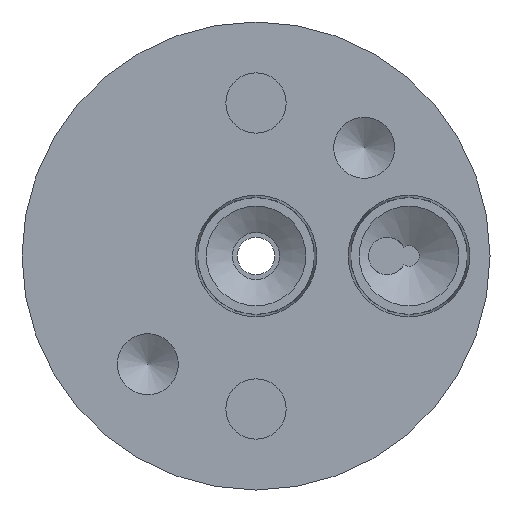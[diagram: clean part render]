
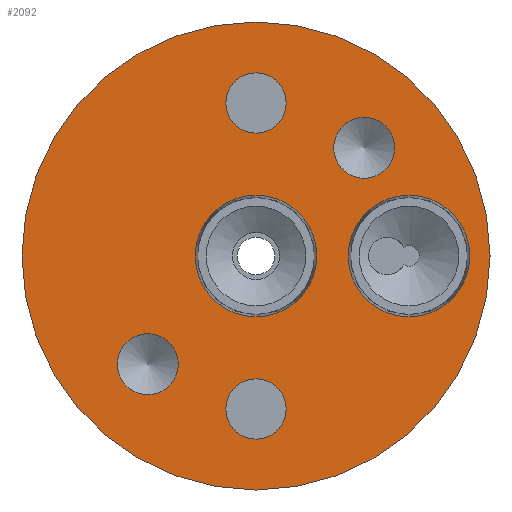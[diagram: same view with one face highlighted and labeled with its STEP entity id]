
A CAD part, front view. The second image highlights one B-rep face of the part: STEP entity #2092.
In plain terms, the highlighted planar face has unit normal (0, -1, 0).
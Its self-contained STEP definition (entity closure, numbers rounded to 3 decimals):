
#6 = EDGE_LOOP ( 'NONE', ( #2455 ) ) ;
#15 = EDGE_CURVE ( 'NONE', #1081, #1081, #429, .T. ) ;
#53 = DIRECTION ( 'NONE',  ( 0., -1., 0. ) ) ;
#57 = EDGE_LOOP ( 'NONE', ( #1037 ) ) ;
#107 = CARTESIAN_POINT ( 'NONE',  ( 0., -15.875, -15.507 ) ) ;
#121 = AXIS2_PLACEMENT_3D ( 'NONE', #401, #801, #1234 ) ;
#158 = DIRECTION ( 'NONE',  ( 0., 0., -1. ) ) ;
#171 = EDGE_CURVE ( 'NONE', #1093, #1093, #1386, .T. ) ;
#186 = FACE_BOUND ( 'NONE', #659, .T. ) ;
#197 = EDGE_CURVE ( 'NONE', #859, #859, #1335, .T. ) ;
#216 = CIRCLE ( 'NONE', #295, 2.553 ) ;
#275 = ORIENTED_EDGE ( 'NONE', *, *, #1755, .F. ) ;
#295 = AXIS2_PLACEMENT_3D ( 'NONE', #1991, #53, #1563 ) ;
#338 = CARTESIAN_POINT ( 'NONE',  ( 0., -15.875, 0. ) ) ;
#370 = CARTESIAN_POINT ( 'NONE',  ( 9.16, -15.875, 9.16 ) ) ;
#396 = FACE_BOUND ( 'NONE', #57, .T. ) ;
#401 = CARTESIAN_POINT ( 'NONE',  ( 12.954, -15.875, 0. ) ) ;
#411 = ORIENTED_EDGE ( 'NONE', *, *, #15, .F. ) ;
#429 = CIRCLE ( 'NONE', #121, 5.144 ) ;
#444 = DIRECTION ( 'NONE',  ( 0., -1., 0. ) ) ;
#464 = VERTEX_POINT ( 'NONE', #1728 ) ;
#498 = ORIENTED_EDGE ( 'NONE', *, *, #1251, .F. ) ;
#550 = EDGE_LOOP ( 'NONE', ( #498 ) ) ;
#576 = EDGE_CURVE ( 'NONE', #669, #669, #2469, .T. ) ;
#659 = EDGE_LOOP ( 'NONE', ( #2050 ) ) ;
#669 = VERTEX_POINT ( 'NONE', #2401 ) ;
#776 = DIRECTION ( 'NONE',  ( 0., 0., -1. ) ) ;
#778 = DIRECTION ( 'NONE',  ( 0., -1., 0. ) ) ;
#801 = DIRECTION ( 'NONE',  ( 0., -1., 0. ) ) ;
#814 = EDGE_CURVE ( 'NONE', #464, #464, #2608, .T. ) ;
#842 = AXIS2_PLACEMENT_3D ( 'NONE', #370, #778, #1392 ) ;
#859 = VERTEX_POINT ( 'NONE', #2362 ) ;
#887 = AXIS2_PLACEMENT_3D ( 'NONE', #1942, #444, #2632 ) ;
#900 = CARTESIAN_POINT ( 'NONE',  ( 0., -15.875, 0. ) ) ;
#1037 = ORIENTED_EDGE ( 'NONE', *, *, #197, .F. ) ;
#1081 = VERTEX_POINT ( 'NONE', #2146 ) ;
#1093 = VERTEX_POINT ( 'NONE', #2627 ) ;
#1146 = CARTESIAN_POINT ( 'NONE',  ( -9.16, -15.875, -11.74 ) ) ;
#1234 = DIRECTION ( 'NONE',  ( 0., 0., -1. ) ) ;
#1251 = EDGE_CURVE ( 'NONE', #1565, #1565, #2238, .T. ) ;
#1259 = PLANE ( 'NONE',  #1275 ) ;
#1275 = AXIS2_PLACEMENT_3D ( 'NONE', #2325, #2128, #158 ) ;
#1335 = CIRCLE ( 'NONE', #1570, 5.144 ) ;
#1351 = DIRECTION ( 'NONE',  ( 0., -1., 0. ) ) ;
#1354 = CARTESIAN_POINT ( 'NONE',  ( -9.16, -15.875, -9.16 ) ) ;
#1386 = CIRCLE ( 'NONE', #887, 2.553 ) ;
#1392 = DIRECTION ( 'NONE',  ( 0., 0., -1. ) ) ;
#1428 = AXIS2_PLACEMENT_3D ( 'NONE', #1354, #2688, #776 ) ;
#1448 = DIRECTION ( 'NONE',  ( 0., 1., 0. ) ) ;
#1450 = FACE_BOUND ( 'NONE', #550, .T. ) ;
#1478 = AXIS2_PLACEMENT_3D ( 'NONE', #338, #1448, #2313 ) ;
#1563 = DIRECTION ( 'NONE',  ( 0., 0., -1. ) ) ;
#1565 = VERTEX_POINT ( 'NONE', #1146 ) ;
#1570 = AXIS2_PLACEMENT_3D ( 'NONE', #900, #1351, #2602 ) ;
#1593 = EDGE_LOOP ( 'NONE', ( #275 ) ) ;
#1728 = CARTESIAN_POINT ( 'NONE',  ( 0., -15.875, 19.812 ) ) ;
#1755 = EDGE_CURVE ( 'NONE', #2049, #2049, #216, .T. ) ;
#1827 = ORIENTED_EDGE ( 'NONE', *, *, #814, .F. ) ;
#1850 = EDGE_LOOP ( 'NONE', ( #411 ) ) ;
#1887 = FACE_BOUND ( 'NONE', #1593, .T. ) ;
#1902 = FACE_OUTER_BOUND ( 'NONE', #2096, .T. ) ;
#1942 = CARTESIAN_POINT ( 'NONE',  ( 0., -15.875, 12.954 ) ) ;
#1991 = CARTESIAN_POINT ( 'NONE',  ( 0., -15.875, -12.954 ) ) ;
#2049 = VERTEX_POINT ( 'NONE', #107 ) ;
#2050 = ORIENTED_EDGE ( 'NONE', *, *, #171, .F. ) ;
#2092 = ADVANCED_FACE ( 'NONE', ( #2745, #1450, #2785, #186, #1887, #396, #1902 ), #1259, .T. ) ;
#2096 = EDGE_LOOP ( 'NONE', ( #1827 ) ) ;
#2128 = DIRECTION ( 'NONE',  ( 0., -1., 0. ) ) ;
#2146 = CARTESIAN_POINT ( 'NONE',  ( 12.954, -15.875, -5.144 ) ) ;
#2238 = CIRCLE ( 'NONE', #1428, 2.58 ) ;
#2313 = DIRECTION ( 'NONE',  ( 0., 0., 1. ) ) ;
#2325 = CARTESIAN_POINT ( 'NONE',  ( -19.812, -15.875, 0. ) ) ;
#2362 = CARTESIAN_POINT ( 'NONE',  ( 0., -15.875, -5.144 ) ) ;
#2401 = CARTESIAN_POINT ( 'NONE',  ( 9.16, -15.875, 6.58 ) ) ;
#2455 = ORIENTED_EDGE ( 'NONE', *, *, #576, .F. ) ;
#2469 = CIRCLE ( 'NONE', #842, 2.58 ) ;
#2602 = DIRECTION ( 'NONE',  ( 0., 0., -1. ) ) ;
#2608 = CIRCLE ( 'NONE', #1478, 19.812 ) ;
#2627 = CARTESIAN_POINT ( 'NONE',  ( 0., -15.875, 10.401 ) ) ;
#2632 = DIRECTION ( 'NONE',  ( 0., 0., -1. ) ) ;
#2688 = DIRECTION ( 'NONE',  ( 0., -1., 0. ) ) ;
#2745 = FACE_BOUND ( 'NONE', #6, .T. ) ;
#2785 = FACE_BOUND ( 'NONE', #1850, .T. ) ;
